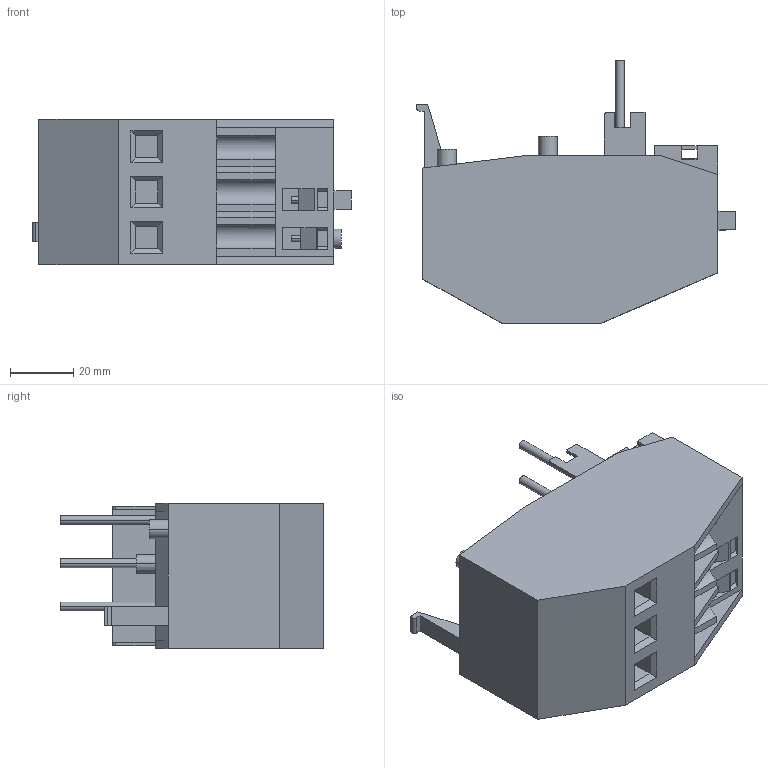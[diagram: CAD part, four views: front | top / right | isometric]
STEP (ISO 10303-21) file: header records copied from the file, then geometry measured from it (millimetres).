
FILE_DESCRIPTION((''),'2;1');
FILE_NAME('ASM0001DSGF_ASM','2021-06-10T',('marketing.praksa'),('Audax d.o.o.'),'CREO PARAMETRIC BY PTC INC, 2017480','CREO PARAMETRIC BY PTC INC, 2017480','');
FILE_SCHEMA(('AUTOMOTIVE_DESIGN { 1 0 10303 214 1 1 1 1 }'));
Length unit declared in the file: millimetre
Products named in the file (10): PRT0017; PRT0018; PRT0019; PRT0020; BASE; PRT0021; PRT0022; PRT0023; PRT0024; ASM0001DSGF_ASM
Assembly tree (15 placements, depth 2):
  ASM0001DSGF_ASM
    PRT0017
    PRT0018
    PRT0019
    PRT0020
    BASE
    PRT0021
    PRT0022
    PRT0023  x5
    PRT0024  x3
Bounding box: 100.5 x 83 x 46 mm (x, y, z)
Volume: 187194.6 mm3; surface area: 38468.8 mm2
Topology: 19 solids, 19 shells, 543 faces, 1351 edges, 881 vertices
Faces by surface type: plane 392, cylinder 119, torus 16, cone 16
Entity records: 18713 total; most frequent: CARTESIAN_POINT 2149, DIRECTION 2071, ORIENTED_EDGE 2030, PRESENTATION_STYLE_ASSIGNMENT 1427, STYLED_ITEM 1427, CURVE_STYLE 1015, EDGE_CURVE 1015, VECTOR 799
